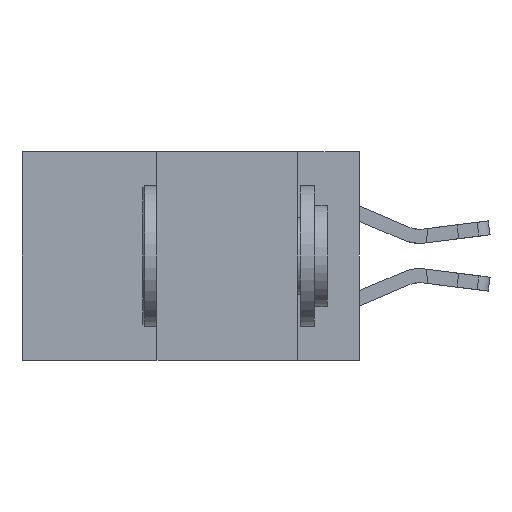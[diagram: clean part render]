
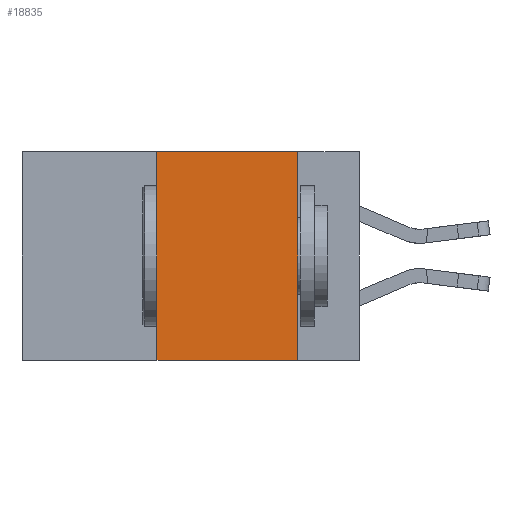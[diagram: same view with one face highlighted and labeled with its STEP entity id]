
A CAD part, left-side view. The second image highlights one B-rep face of the part: STEP entity #18835.
In plain terms, the highlighted planar face has unit normal (-1, 0, 0).
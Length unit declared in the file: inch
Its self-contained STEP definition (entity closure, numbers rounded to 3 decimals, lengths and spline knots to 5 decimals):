
#983 = VERTEX_POINT ( 'NONE', #28693 ) ;
#1535 = CARTESIAN_POINT ( 'NONE',  ( 0., 0.36, 0. ) ) ;
#1895 = CARTESIAN_POINT ( 'NONE',  ( 0., 0.11, 0. ) ) ;
#2842 = CARTESIAN_POINT ( 'NONE',  ( 0., 0.36, -0.37 ) ) ;
#3222 = AXIS2_PLACEMENT_3D ( 'NONE', #10858, #28713, #13453 ) ;
#3833 = LINE ( 'NONE', #23178, #11666 ) ;
#4985 = LINE ( 'NONE', #22279, #30682 ) ;
#5557 = PLANE ( 'NONE',  #3222 ) ;
#7017 = ORIENTED_EDGE ( 'NONE', *, *, #22246, .F. ) ;
#7373 = ORIENTED_EDGE ( 'NONE', *, *, #13358, .F. ) ;
#7767 = DIRECTION ( 'NONE',  ( 0., 0., -1. ) ) ;
#8172 = ORIENTED_EDGE ( 'NONE', *, *, #14789, .F. ) ;
#8419 = ORIENTED_EDGE ( 'NONE', *, *, #25847, .T. ) ;
#8860 = CARTESIAN_POINT ( 'NONE',  ( 0., 0.36, 0. ) ) ;
#9458 = DIRECTION ( 'NONE',  ( 0., 0., 1. ) ) ;
#10858 = CARTESIAN_POINT ( 'NONE',  ( 0., 0.6, 0. ) ) ;
#11666 = VECTOR ( 'NONE', #7767, 39.37008 ) ;
#13358 = EDGE_CURVE ( 'NONE', #15328, #28167, #25707, .T. ) ;
#13453 = DIRECTION ( 'NONE',  ( 0., 0., -1. ) ) ;
#14789 = EDGE_CURVE ( 'NONE', #18823, #15328, #22429, .T. ) ;
#15328 = VERTEX_POINT ( 'NONE', #8860 ) ;
#15668 = VECTOR ( 'NONE', #9458, 39.37008 ) ;
#16002 = CARTESIAN_POINT ( 'NONE',  ( 0., 0.6, 0. ) ) ;
#18161 = VECTOR ( 'NONE', #18571, 39.37008 ) ;
#18571 = DIRECTION ( 'NONE',  ( 0., -1., 0. ) ) ;
#18823 = VERTEX_POINT ( 'NONE', #2842 ) ;
#18835 = ADVANCED_FACE ( 'NONE', ( #19515 ), #5557, .F. ) ;
#19515 = FACE_OUTER_BOUND ( 'NONE', #31387, .T. ) ;
#22246 = EDGE_CURVE ( 'NONE', #28167, #983, #3833, .T. ) ;
#22279 = CARTESIAN_POINT ( 'NONE',  ( 0., 0.6, -0.37 ) ) ;
#22429 = LINE ( 'NONE', #1535, #15668 ) ;
#23178 = CARTESIAN_POINT ( 'NONE',  ( 0., 0.11, 0. ) ) ;
#24816 = DIRECTION ( 'NONE',  ( 0., -1., 0. ) ) ;
#25707 = LINE ( 'NONE', #16002, #18161 ) ;
#25847 = EDGE_CURVE ( 'NONE', #18823, #983, #4985, .T. ) ;
#28167 = VERTEX_POINT ( 'NONE', #1895 ) ;
#28693 = CARTESIAN_POINT ( 'NONE',  ( 0., 0.11, -0.37 ) ) ;
#28713 = DIRECTION ( 'NONE',  ( 1., 0., 0. ) ) ;
#30682 = VECTOR ( 'NONE', #24816, 39.37008 ) ;
#31387 = EDGE_LOOP ( 'NONE', ( #7017, #7373, #8172, #8419 ) ) ;
